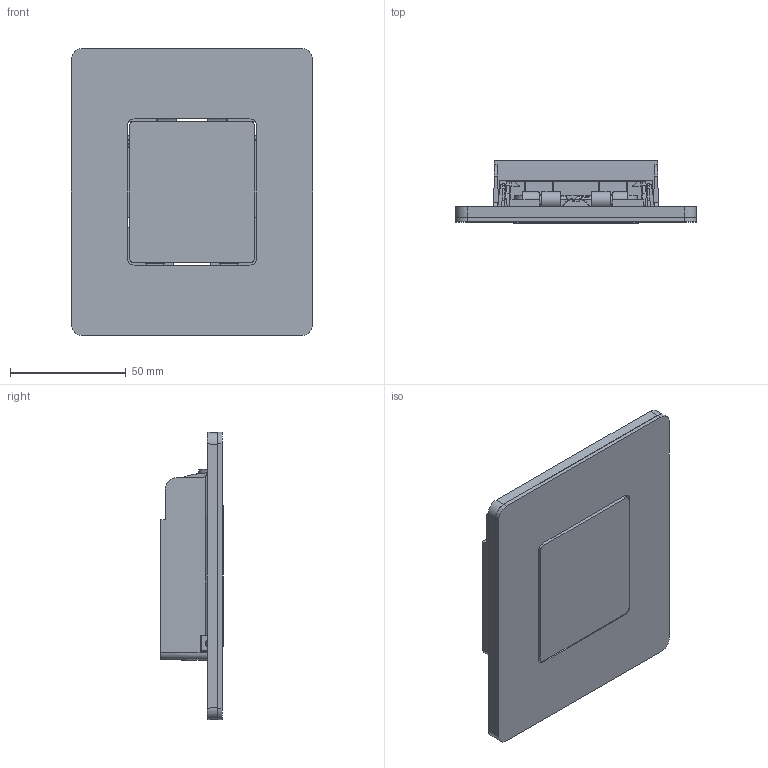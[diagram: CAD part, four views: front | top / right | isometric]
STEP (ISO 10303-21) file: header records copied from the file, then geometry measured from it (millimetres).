
FILE_DESCRIPTION((''),'2;1');
FILE_NAME('SP859_040_00_ASM','2019-05-07T',('mschlueter'),('NET'),'CREO PARAMETRIC BY PTC INC, 2017170','CREO PARAMETRIC BY PTC INC, 2017170','');
FILE_SCHEMA(('CONFIG_CONTROL_DESIGN'));
Products named in the file (9): SP850_050_00; SP850_052_00; SP850_053_00; SP860_016_05; SP850_051_00; SP850_054_00; NT028_004_00; SP850_029_00; SP859_040_00_ASM
Assembly tree (10 placements, depth 2):
  SP859_040_00_ASM
    SP850_050_00
    SP850_052_00
    SP850_053_00
    SP860_016_05
    SP850_051_00
    SP850_054_00
    NT028_004_00  x2
    SP850_029_00  x2
Bounding box: 104 x 27 x 124 mm (x, y, z)
Volume: 88311.5 mm3; surface area: 113376.6 mm2
Topology: 15 solids, 15 shells, 3276 faces, 9118 edges, 5933 vertices
Faces by surface type: plane 2456, cylinder 488, bspline 218, cone 71, sphere 22, torus 15, extrusion 6
Entity records: 142114 total; most frequent: CARTESIAN_POINT 33536, ORIENTED_EDGE 18112, DIRECTION 14716, EDGE_CURVE 9056, PRESENTATION_STYLE_ASSIGNMENT 9014, STYLED_ITEM 9014, CURVE_STYLE 9002, VECTOR 7478
